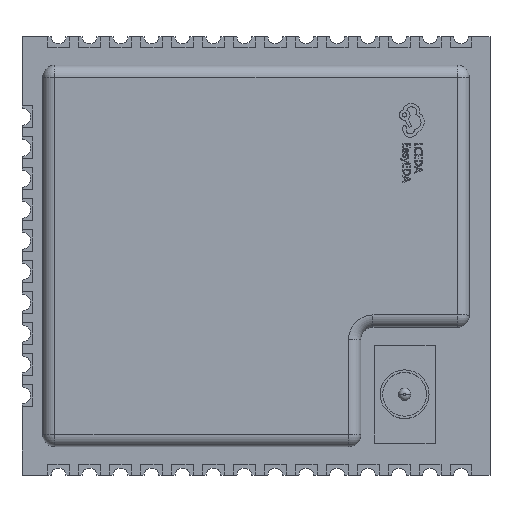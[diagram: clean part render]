
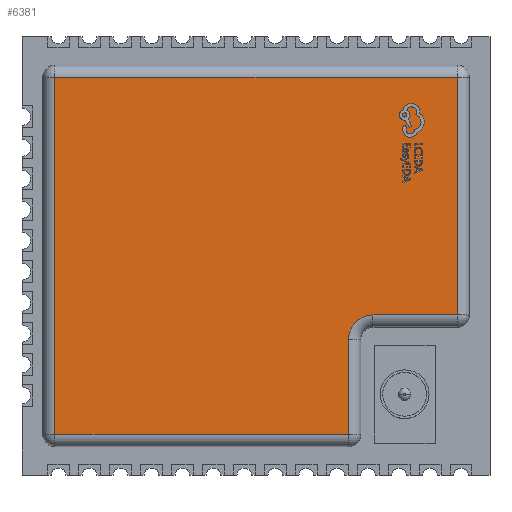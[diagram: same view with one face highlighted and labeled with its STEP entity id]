
A CAD part, top view. The second image highlights one B-rep face of the part: STEP entity #6381.
In plain terms, the highlighted planar face has unit normal (0, 0, 1).
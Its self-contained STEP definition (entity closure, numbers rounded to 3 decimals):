
#457 = ORIENTED_EDGE ( 'NONE', *, *, #18666, .T. ) ;
#943 = CIRCLE ( 'NONE', #11964, 1. ) ;
#1265 = VECTOR ( 'NONE', #21436, 1000. ) ;
#1391 = CARTESIAN_POINT ( 'NONE',  ( 3.8, -2.925, 3.2 ) ) ;
#1617 = CARTESIAN_POINT ( 'NONE',  ( 4.3, -7.325, 3.2 ) ) ;
#2182 = LINE ( 'NONE', #21846, #8639 ) ;
#2469 = ORIENTED_EDGE ( 'NONE', *, *, #2503, .F. ) ;
#2503 = EDGE_CURVE ( 'NONE', #10852, #21547, #943, .T. ) ;
#2684 = VERTEX_POINT ( 'NONE', #18544 ) ;
#3017 = VERTEX_POINT ( 'NONE', #13121 ) ;
#3402 = DIRECTION ( 'NONE',  ( 1., 0., 0. ) ) ;
#4067 = DIRECTION ( 'NONE',  ( 0., 0., 1. ) ) ;
#4555 = PLANE ( 'NONE',  #5656 ) ;
#5394 = VERTEX_POINT ( 'NONE', #12945 ) ;
#5441 = EDGE_CURVE ( 'NONE', #5394, #2684, #22630, .T. ) ;
#5640 = EDGE_CURVE ( 'NONE', #7200, #21547, #22970, .T. ) ;
#5656 = AXIS2_PLACEMENT_3D ( 'NONE', #13872, #8432, #21350 ) ;
#5751 = CARTESIAN_POINT ( 'NONE',  ( 4.8, -2.425, 3.2 ) ) ;
#6099 = CARTESIAN_POINT ( 'NONE',  ( 3.8, -7.325, 3.2 ) ) ;
#6266 = EDGE_CURVE ( 'NONE', #22247, #3017, #2182, .T. ) ;
#6381 = ADVANCED_FACE ( 'NONE', ( #20679 ), #4555, .T. ) ;
#7200 = VERTEX_POINT ( 'NONE', #6099 ) ;
#8432 = DIRECTION ( 'NONE',  ( 0., 0., 1. ) ) ;
#8639 = VECTOR ( 'NONE', #16623, 1000. ) ;
#9759 = DIRECTION ( 'NONE',  ( 1., 0., 0. ) ) ;
#9915 = CARTESIAN_POINT ( 'NONE',  ( 3.8, -3.425, 3.2 ) ) ;
#10852 = VERTEX_POINT ( 'NONE', #5751 ) ;
#11523 = VECTOR ( 'NONE', #21516, 1000. ) ;
#11602 = CARTESIAN_POINT ( 'NONE',  ( -8.25, 7.325, 3.2 ) ) ;
#11770 = CARTESIAN_POINT ( 'NONE',  ( 8.25, 7.825, 3.2 ) ) ;
#11964 = AXIS2_PLACEMENT_3D ( 'NONE', #20097, #4067, #9759 ) ;
#12172 = EDGE_LOOP ( 'NONE', ( #2469, #20508, #16105, #16873, #21827, #457, #18679 ) ) ;
#12945 = CARTESIAN_POINT ( 'NONE',  ( 8.25, -2.425, 3.2 ) ) ;
#13121 = CARTESIAN_POINT ( 'NONE',  ( -8.25, -7.325, 3.2 ) ) ;
#13872 = CARTESIAN_POINT ( 'NONE',  ( 0., 0., 3.2 ) ) ;
#14047 = EDGE_CURVE ( 'NONE', #2684, #22247, #18012, .T. ) ;
#14083 = VECTOR ( 'NONE', #22505, 1000. ) ;
#15600 = VECTOR ( 'NONE', #17784, 1000. ) ;
#16027 = CARTESIAN_POINT ( 'NONE',  ( -8.75, 7.325, 3.2 ) ) ;
#16105 = ORIENTED_EDGE ( 'NONE', *, *, #5441, .T. ) ;
#16152 = LINE ( 'NONE', #21850, #11523 ) ;
#16623 = DIRECTION ( 'NONE',  ( 0., -1., 0. ) ) ;
#16873 = ORIENTED_EDGE ( 'NONE', *, *, #14047, .T. ) ;
#17031 = LINE ( 'NONE', #1617, #18853 ) ;
#17784 = DIRECTION ( 'NONE',  ( -1., 0., 0. ) ) ;
#18012 = LINE ( 'NONE', #16027, #15600 ) ;
#18544 = CARTESIAN_POINT ( 'NONE',  ( 8.25, 7.325, 3.2 ) ) ;
#18666 = EDGE_CURVE ( 'NONE', #3017, #7200, #17031, .T. ) ;
#18679 = ORIENTED_EDGE ( 'NONE', *, *, #5640, .T. ) ;
#18853 = VECTOR ( 'NONE', #3402, 1000. ) ;
#20097 = CARTESIAN_POINT ( 'NONE',  ( 4.8, -3.425, 3.2 ) ) ;
#20508 = ORIENTED_EDGE ( 'NONE', *, *, #22612, .T. ) ;
#20679 = FACE_OUTER_BOUND ( 'NONE', #12172, .T. ) ;
#21350 = DIRECTION ( 'NONE',  ( 1., 0., 0. ) ) ;
#21436 = DIRECTION ( 'NONE',  ( 0., 1., 0. ) ) ;
#21516 = DIRECTION ( 'NONE',  ( 1., 0., 0. ) ) ;
#21547 = VERTEX_POINT ( 'NONE', #9915 ) ;
#21827 = ORIENTED_EDGE ( 'NONE', *, *, #6266, .T. ) ;
#21846 = CARTESIAN_POINT ( 'NONE',  ( -8.25, -7.825, 3.2 ) ) ;
#21850 = CARTESIAN_POINT ( 'NONE',  ( 8.75, -2.425, 3.2 ) ) ;
#22247 = VERTEX_POINT ( 'NONE', #11602 ) ;
#22505 = DIRECTION ( 'NONE',  ( 0., 1., 0. ) ) ;
#22612 = EDGE_CURVE ( 'NONE', #10852, #5394, #16152, .T. ) ;
#22630 = LINE ( 'NONE', #11770, #14083 ) ;
#22970 = LINE ( 'NONE', #1391, #1265 ) ;
